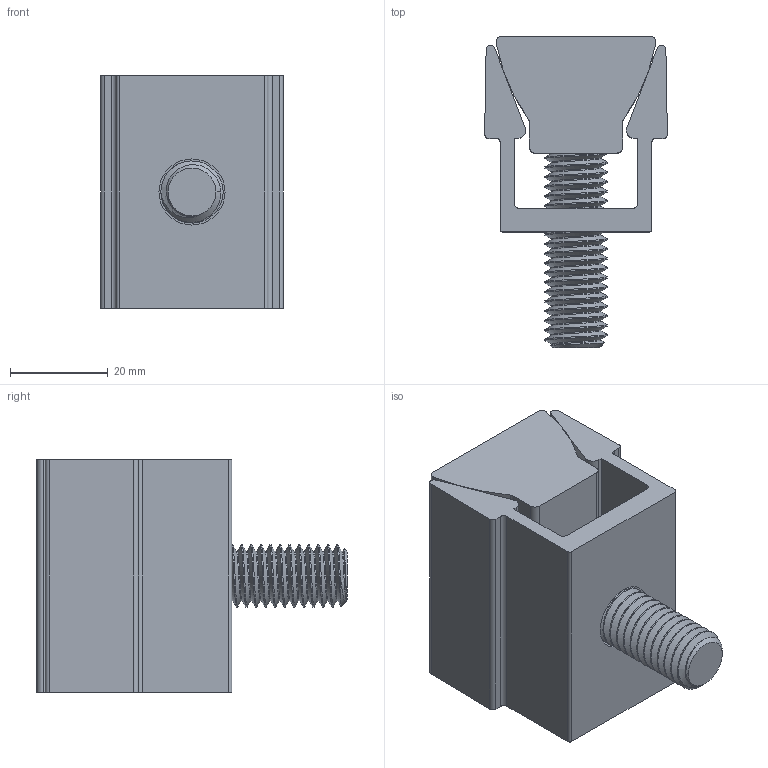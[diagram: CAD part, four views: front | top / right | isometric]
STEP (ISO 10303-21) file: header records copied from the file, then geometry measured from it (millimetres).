
FILE_DESCRIPTION (( 'STEP AP214' ), '1' );
FILE_NAME ('61500.STEP', '2017-12-27T13:39:35', ( 'Mike W' ), ( '' ), 'SwSTEP 2.0', 'SolidWorks 2017', '' );
FILE_SCHEMA (( 'AUTOMOTIVE_DESIGN' ));
Length unit declared in the file: inch
Products named in the file (4): 615001_615001; 61500; 60340_60340; 60240_60240
Assembly tree (3 placements, depth 2):
  61500
    60240_60240
    60340_60340
    615001_615001
Bounding box: 37.31 x 63.5 x 47.62 mm (x, y, z)
Volume: 50976.7 mm3; surface area: 22347.4 mm2
Topology: 3 solids, 3 shells, 189 faces, 523 edges, 343 vertices
Faces by surface type: cylinder 139, plane 35, cone 13, bspline 2
Entity records: 8706 total; most frequent: CARTESIAN_POINT 4280, ORIENTED_EDGE 1046, DIRECTION 772, EDGE_CURVE 523, VERTEX_POINT 343, AXIS2_PLACEMENT_3D 278, VECTOR 216, LINE 216
